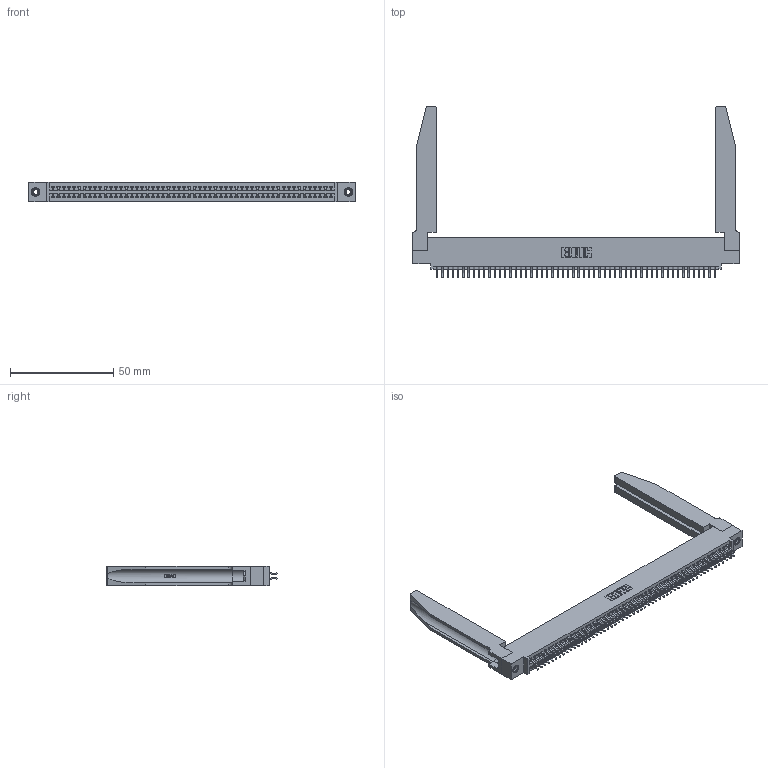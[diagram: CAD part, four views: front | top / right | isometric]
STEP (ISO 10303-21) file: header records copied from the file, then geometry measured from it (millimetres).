
FILE_DESCRIPTION (( 'STEP AP203' ), '1' );
FILE_NAME ('395-108-556-578.STEP', '2019-10-27T08:54:42', ( '' ), ( '' ), 'SwSTEP 2.0', 'SolidWorks 2016', '' );
FILE_SCHEMA (( 'CONFIG_CONTROL_DESIGN' ));
Length unit declared in the file: inch
Products named in the file (5): 345-292-001_556 Tail; 345-250-001_345-250-001-102; 345-220-078_345-220-078; 395-108-556-578; 345 Part_0.110 Offset - 0.156 Dia-TH
Assembly tree (113 placements, depth 2):
  395-108-556-578
    345 Part_0.110 Offset - 0.156 Dia-TH
    345-292-001_556 Tail  x108
    345-250-001_345-250-001-102  x2
    345-220-078_345-220-078  x2
Bounding box: 158.39 x 82.99 x 9.4 mm (x, y, z)
Volume: 23190.8 mm3; surface area: 29863 mm2
Topology: 113 solids, 113 shells, 6412 faces, 18997 edges, 12510 vertices
Faces by surface type: plane 4222, cylinder 2138, bspline 36, cone 12, torus 4
Entity records: 45846 total; most frequent: CARTESIAN_POINT 8607, ORIENTED_EDGE 7426, DIRECTION 6555, EDGE_CURVE 3713, VECTOR 3263, LINE 3263, VERTEX_POINT 2468, AXIS2_PLACEMENT_3D 1646
